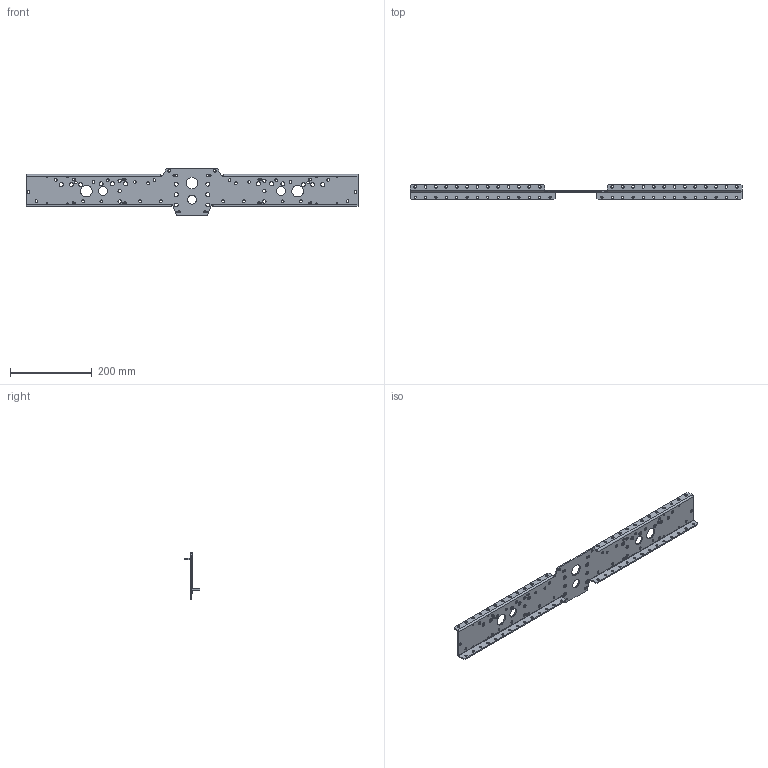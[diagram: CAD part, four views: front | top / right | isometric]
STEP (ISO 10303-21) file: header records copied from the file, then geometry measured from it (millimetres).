
FILE_DESCRIPTION(/* description */ (''),/* implementation_level */ '2;1');
FILE_NAME(/* name */ 'AM14U3 Inside Sheet Rev2.ipt.stp',/* time_stamp */ '2016-01-07T16:38:32-08:00',/* author */ ('PhillipD'),/* organization */ (''),/* preprocessor_version */ 'ST-DEVELOPER v16.1',/* originating_system */ 'Autodesk Inventor 2016',/* authorisation */ '');
FILE_SCHEMA (('AUTOMOTIVE_DESIGN { 1 0 10303 214 3 1 1 }'));
Length unit declared in the file: inch
Products named in the file (1): AM14U3 Inside Sheet Rev2
Bounding box: 812.8 x 38.1 x 116.33 mm (x, y, z)
Volume: 260516.4 mm3; surface area: 180457.9 mm2
Topology: 1 solids, 1 shells, 206 faces, 588 edges, 384 vertices
Faces by surface type: cylinder 160, plane 46
Full cylindrical faces by diameter (mm): 2.54 x8, 3.572 x8, 4.064 x4, 5.08 x4, 5.105 x8, 5.334 x28, 6.706 x52, 6.807 x2, 8.128 x6, 9.525 x6, 9.652 x12, 22.225 x3, 28.575 x3
Entity records: 6962 total; most frequent: DIRECTION 1178, CARTESIAN_POINT 1035, ORIENTED_EDGE 888, EDGE_LOOP 638, AXIS2_PLACEMENT_3D 527, EDGE_CURVE 444, FACE_BOUND 432, VERTEX_POINT 384
